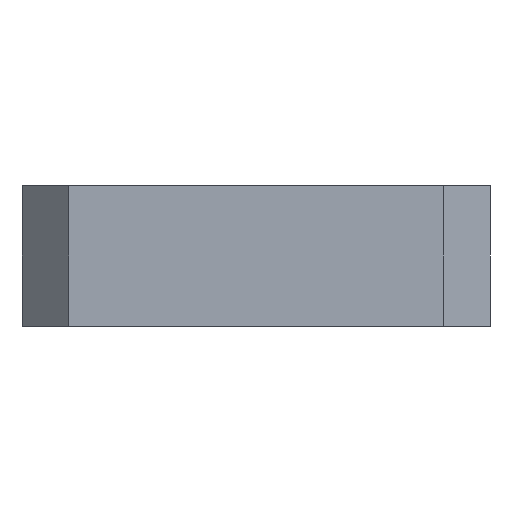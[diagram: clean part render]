
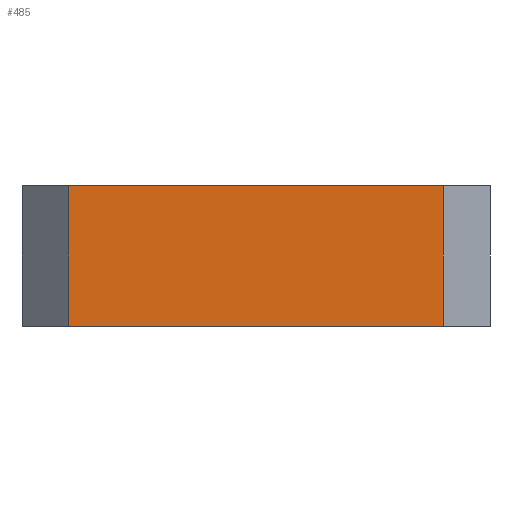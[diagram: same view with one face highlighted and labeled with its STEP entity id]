
A CAD part, left-side view. The second image highlights one B-rep face of the part: STEP entity #485.
In plain terms, the highlighted planar face has unit normal (-1, 0, 0).
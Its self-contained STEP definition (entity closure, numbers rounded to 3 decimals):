
#82 = PLANE ( 'NONE',  #746 ) ;
#157 = CARTESIAN_POINT ( 'NONE',  ( -50., -18., 6. ) ) ;
#181 = EDGE_LOOP ( 'NONE', ( #438, #437, #435, #429 ) ) ;
#182 = VERTEX_POINT ( 'NONE', #1364 ) ;
#191 = VERTEX_POINT ( 'NONE', #1047 ) ;
#192 = VERTEX_POINT ( 'NONE', #787 ) ;
#297 = VERTEX_POINT ( 'NONE', #1403 ) ;
#429 = ORIENTED_EDGE ( 'NONE', *, *, #1107, .T. ) ;
#435 = ORIENTED_EDGE ( 'NONE', *, *, #1270, .T. ) ;
#437 = ORIENTED_EDGE ( 'NONE', *, *, #759, .T. ) ;
#438 = ORIENTED_EDGE ( 'NONE', *, *, #804, .F. ) ;
#444 = DIRECTION ( 'NONE',  ( 0., 0., -1. ) ) ;
#485 = ADVANCED_FACE ( 'NONE', ( #1175 ), #82, .F. ) ;
#555 = DIRECTION ( 'NONE',  ( 1., 0., 0. ) ) ;
#560 = CARTESIAN_POINT ( 'NONE',  ( -50., -20., 6. ) ) ;
#567 = CARTESIAN_POINT ( 'NONE',  ( -50., -20., 6. ) ) ;
#682 = VECTOR ( 'NONE', #773, 1000. ) ;
#703 = DIRECTION ( 'NONE',  ( 0., -1., 0. ) ) ;
#746 = AXIS2_PLACEMENT_3D ( 'NONE', #567, #555, #444 ) ;
#759 = EDGE_CURVE ( 'NONE', #192, #182, #1138, .T. ) ;
#760 = DIRECTION ( 'NONE',  ( 0., -1., 0. ) ) ;
#773 = DIRECTION ( 'NONE',  ( 0., 0., -1. ) ) ;
#787 = CARTESIAN_POINT ( 'NONE',  ( -50., -2., 6. ) ) ;
#804 = EDGE_CURVE ( 'NONE', #192, #297, #1124, .T. ) ;
#818 = CARTESIAN_POINT ( 'NONE',  ( -50., -20., 0. ) ) ;
#835 = CARTESIAN_POINT ( 'NONE',  ( -50., -2., 6. ) ) ;
#1034 = VECTOR ( 'NONE', #703, 1000. ) ;
#1047 = CARTESIAN_POINT ( 'NONE',  ( -50., -18., 0. ) ) ;
#1049 = LINE ( 'NONE', #818, #1034 ) ;
#1066 = VECTOR ( 'NONE', #1319, 1000. ) ;
#1069 = LINE ( 'NONE', #157, #1066 ) ;
#1107 = EDGE_CURVE ( 'NONE', #191, #297, #1069, .T. ) ;
#1113 = VECTOR ( 'NONE', #760, 1000. ) ;
#1124 = LINE ( 'NONE', #560, #1113 ) ;
#1138 = LINE ( 'NONE', #835, #682 ) ;
#1175 = FACE_OUTER_BOUND ( 'NONE', #181, .T. ) ;
#1270 = EDGE_CURVE ( 'NONE', #182, #191, #1049, .T. ) ;
#1319 = DIRECTION ( 'NONE',  ( 0., 0., 1. ) ) ;
#1364 = CARTESIAN_POINT ( 'NONE',  ( -50., -2., 0. ) ) ;
#1403 = CARTESIAN_POINT ( 'NONE',  ( -50., -18., 6. ) ) ;
